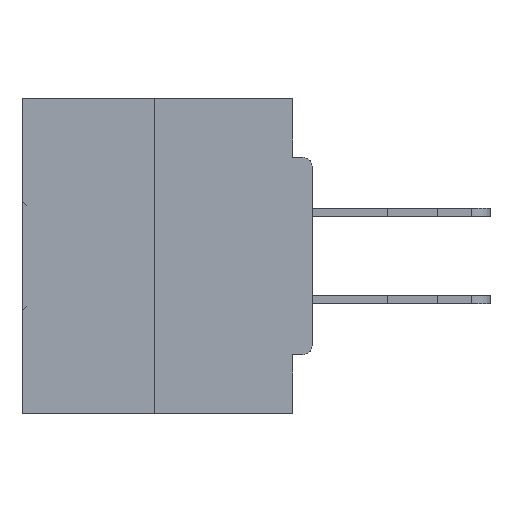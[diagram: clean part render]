
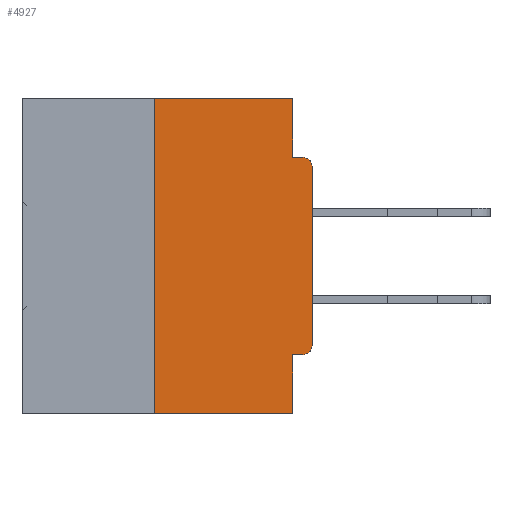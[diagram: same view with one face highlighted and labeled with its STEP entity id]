
A CAD part, left-side view. The second image highlights one B-rep face of the part: STEP entity #4927.
In plain terms, the highlighted planar face has unit normal (-1, 0, 0).
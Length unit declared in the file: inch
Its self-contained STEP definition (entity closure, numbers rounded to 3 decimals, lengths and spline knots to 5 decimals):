
#191 = CARTESIAN_POINT ( 'NONE',  ( 0., 0.031, 0. ) ) ;
#404 = VECTOR ( 'NONE', #16551, 39.37008 ) ;
#1295 = VECTOR ( 'NONE', #35574, 39.37008 ) ;
#2645 = CARTESIAN_POINT ( 'NONE',  ( 0., 0.015, -0.0935 ) ) ;
#2707 = CARTESIAN_POINT ( 'NONE',  ( 0., 0.015, -0.1085 ) ) ;
#3203 = EDGE_CURVE ( 'NONE', #30867, #43565, #18569, .T. ) ;
#3805 = VECTOR ( 'NONE', #40794, 39.37008 ) ;
#4146 = LINE ( 'NONE', #30445, #44189 ) ;
#4217 = DIRECTION ( 'NONE',  ( 0., 0., -1. ) ) ;
#4831 = EDGE_CURVE ( 'NONE', #31323, #9262, #7679, .T. ) ;
#4927 = ADVANCED_FACE ( 'NONE', ( #26776 ), #33331, .F. ) ;
#5161 = LINE ( 'NONE', #19299, #33885 ) ;
#5812 = DIRECTION ( 'NONE',  ( 0., 0., -1. ) ) ;
#6804 = VERTEX_POINT ( 'NONE', #24888 ) ;
#7679 = LINE ( 'NONE', #30742, #404 ) ;
#8323 = VERTEX_POINT ( 'NONE', #191 ) ;
#8473 = EDGE_CURVE ( 'NONE', #30867, #31951, #20651, .T. ) ;
#9262 = VERTEX_POINT ( 'NONE', #29428 ) ;
#9489 = ORIENTED_EDGE ( 'NONE', *, *, #3203, .T. ) ;
#10884 = DIRECTION ( 'NONE',  ( 0., 0., -1. ) ) ;
#13242 = CARTESIAN_POINT ( 'NONE',  ( 0., 0.015, -0.3915 ) ) ;
#14305 = CARTESIAN_POINT ( 'NONE',  ( 0., 0.25, -0.5 ) ) ;
#14311 = CARTESIAN_POINT ( 'NONE',  ( 0., 0.015, -0.4065 ) ) ;
#15119 = EDGE_CURVE ( 'NONE', #31323, #29218, #4146, .T. ) ;
#16551 = DIRECTION ( 'NONE',  ( 0., 0., 1. ) ) ;
#16590 = DIRECTION ( 'NONE',  ( 0., 0., -1. ) ) ;
#16654 = LINE ( 'NONE', #24413, #37558 ) ;
#16894 = DIRECTION ( 'NONE',  ( -1., 0., 0. ) ) ;
#17029 = EDGE_CURVE ( 'NONE', #9262, #8323, #5161, .T. ) ;
#18569 = CIRCLE ( 'NONE', #43222, 0.015 ) ;
#18798 = CARTESIAN_POINT ( 'NONE',  ( 0., 0.46, 0. ) ) ;
#19299 = CARTESIAN_POINT ( 'NONE',  ( 0., 0.46, 0. ) ) ;
#19929 = EDGE_CURVE ( 'NONE', #22695, #44083, #16654, .T. ) ;
#20651 = LINE ( 'NONE', #26048, #3805 ) ;
#21159 = CARTESIAN_POINT ( 'NONE',  ( 0., 0.031, -0.4065 ) ) ;
#21333 = CARTESIAN_POINT ( 'NONE',  ( 0., 0., -0.3915 ) ) ;
#22695 = VERTEX_POINT ( 'NONE', #31761 ) ;
#23912 = EDGE_CURVE ( 'NONE', #6804, #44083, #25795, .T. ) ;
#24150 = ORIENTED_EDGE ( 'NONE', *, *, #4831, .F. ) ;
#24359 = DIRECTION ( 'NONE',  ( 0., 0., -1. ) ) ;
#24413 = CARTESIAN_POINT ( 'NONE',  ( 0., 0., -0.0935 ) ) ;
#24632 = CARTESIAN_POINT ( 'NONE',  ( 0., 0., 0. ) ) ;
#24888 = CARTESIAN_POINT ( 'NONE',  ( 0., 0., -0.1085 ) ) ;
#25384 = ORIENTED_EDGE ( 'NONE', *, *, #36967, .F. ) ;
#25795 = CIRCLE ( 'NONE', #35706, 0.015 ) ;
#26048 = CARTESIAN_POINT ( 'NONE',  ( 0., 0., -0.4065 ) ) ;
#26581 = VECTOR ( 'NONE', #10884, 39.37008 ) ;
#26776 = FACE_OUTER_BOUND ( 'NONE', #44965, .T. ) ;
#27741 = LINE ( 'NONE', #35998, #26581 ) ;
#29218 = VERTEX_POINT ( 'NONE', #31310 ) ;
#29371 = LINE ( 'NONE', #24632, #1295 ) ;
#29428 = CARTESIAN_POINT ( 'NONE',  ( 0., 0.25, 0. ) ) ;
#30445 = CARTESIAN_POINT ( 'NONE',  ( 0., 0.46, -0.5 ) ) ;
#30742 = CARTESIAN_POINT ( 'NONE',  ( 0., 0.25, 0. ) ) ;
#30867 = VERTEX_POINT ( 'NONE', #14311 ) ;
#31310 = CARTESIAN_POINT ( 'NONE',  ( 0., 0.031, -0.5 ) ) ;
#31323 = VERTEX_POINT ( 'NONE', #14305 ) ;
#31761 = CARTESIAN_POINT ( 'NONE',  ( 0., 0.031, -0.0935 ) ) ;
#31951 = VERTEX_POINT ( 'NONE', #21159 ) ;
#32094 = AXIS2_PLACEMENT_3D ( 'NONE', #18798, #43895, #4217 ) ;
#33331 = PLANE ( 'NONE',  #32094 ) ;
#33772 = EDGE_CURVE ( 'NONE', #31951, #29218, #27741, .T. ) ;
#33885 = VECTOR ( 'NONE', #37797, 39.37008 ) ;
#34747 = EDGE_CURVE ( 'NONE', #43565, #6804, #29371, .T. ) ;
#35574 = DIRECTION ( 'NONE',  ( 0., 0., 1. ) ) ;
#35706 = AXIS2_PLACEMENT_3D ( 'NONE', #2707, #46059, #24359 ) ;
#35998 = CARTESIAN_POINT ( 'NONE',  ( 0., 0.031, -0.5 ) ) ;
#36161 = ORIENTED_EDGE ( 'NONE', *, *, #8473, .F. ) ;
#36967 = EDGE_CURVE ( 'NONE', #8323, #22695, #41053, .T. ) ;
#37558 = VECTOR ( 'NONE', #38362, 39.37008 ) ;
#37592 = ORIENTED_EDGE ( 'NONE', *, *, #33772, .F. ) ;
#37797 = DIRECTION ( 'NONE',  ( 0., -1., 0. ) ) ;
#37925 = ORIENTED_EDGE ( 'NONE', *, *, #17029, .F. ) ;
#38104 = CARTESIAN_POINT ( 'NONE',  ( 0., 0.031, 0. ) ) ;
#38362 = DIRECTION ( 'NONE',  ( 0., -1., 0. ) ) ;
#39916 = VECTOR ( 'NONE', #5812, 39.37008 ) ;
#40794 = DIRECTION ( 'NONE',  ( 0., 1., 0. ) ) ;
#41053 = LINE ( 'NONE', #38104, #39916 ) ;
#41437 = ORIENTED_EDGE ( 'NONE', *, *, #15119, .T. ) ;
#41514 = DIRECTION ( 'NONE',  ( 0., -1., 0. ) ) ;
#42308 = ORIENTED_EDGE ( 'NONE', *, *, #19929, .F. ) ;
#43222 = AXIS2_PLACEMENT_3D ( 'NONE', #13242, #16894, #16590 ) ;
#43565 = VERTEX_POINT ( 'NONE', #21333 ) ;
#43895 = DIRECTION ( 'NONE',  ( 1., 0., 0. ) ) ;
#44083 = VERTEX_POINT ( 'NONE', #2645 ) ;
#44189 = VECTOR ( 'NONE', #41514, 39.37008 ) ;
#44241 = ORIENTED_EDGE ( 'NONE', *, *, #34747, .T. ) ;
#44965 = EDGE_LOOP ( 'NONE', ( #37925, #24150, #41437, #37592, #36161, #9489, #44241, #45230, #42308, #25384 ) ) ;
#45230 = ORIENTED_EDGE ( 'NONE', *, *, #23912, .T. ) ;
#46059 = DIRECTION ( 'NONE',  ( -1., 0., 0. ) ) ;
